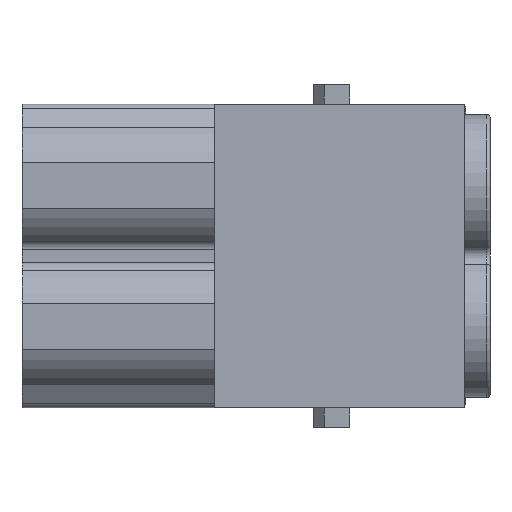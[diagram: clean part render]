
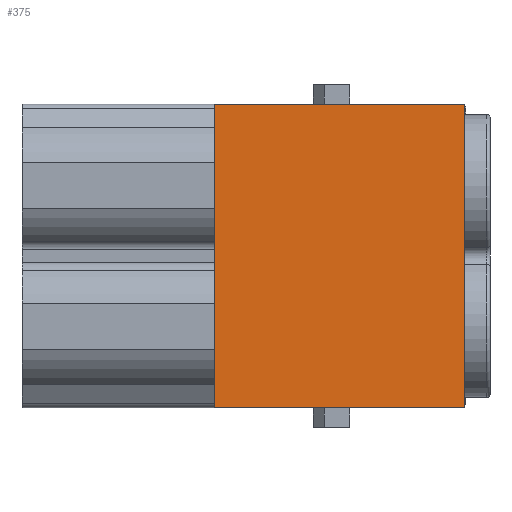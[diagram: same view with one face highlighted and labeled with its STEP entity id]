
A CAD part, left-side view. The second image highlights one B-rep face of the part: STEP entity #375.
In plain terms, the highlighted planar face has unit normal (-1, 0, 0).
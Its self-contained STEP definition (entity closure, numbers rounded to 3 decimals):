
#375=ADVANCED_FACE('',(#737),#588,.F.);
#588=PLANE('',#4156);
#737=FACE_OUTER_BOUND('',#944,.T.);
#944=EDGE_LOOP('',(#1274,#1275,#1276,#1277));
#1274=ORIENTED_EDGE('',*,*,#2733,.F.);
#1275=ORIENTED_EDGE('',*,*,#2765,.T.);
#1276=ORIENTED_EDGE('',*,*,#2816,.T.);
#1277=ORIENTED_EDGE('',*,*,#2817,.T.);
#2343=VERTEX_POINT('',#5564);
#2344=VERTEX_POINT('',#5566);
#2368=VERTEX_POINT('',#5628);
#2418=VERTEX_POINT('',#5732);
#2733=EDGE_CURVE('',#2343,#2344,#3319,.T.);
#2765=EDGE_CURVE('',#2343,#2368,#3343,.T.);
#2816=EDGE_CURVE('',#2368,#2418,#3386,.T.);
#2817=EDGE_CURVE('',#2418,#2344,#3387,.T.);
#3319=LINE('',#5565,#3728);
#3343=LINE('',#5629,#3752);
#3386=LINE('',#5731,#3795);
#3387=LINE('',#5733,#3796);
#3728=VECTOR('',#4477,1.);
#3752=VECTOR('',#4531,1.);
#3795=VECTOR('',#4594,1.);
#3796=VECTOR('',#4595,1.);
#4156=AXIS2_PLACEMENT_3D('',#5734,#4596,#4597);
#4477=DIRECTION('',(0.,-1.,0.));
#4531=DIRECTION('',(0.,0.,-1.));
#4594=DIRECTION('',(0.,-1.,0.));
#4595=DIRECTION('',(0.,0.,1.));
#4596=DIRECTION('',(1.,0.,0.));
#4597=DIRECTION('',(0.,0.,1.));
#5564=CARTESIAN_POINT('',(-7.3,-1.8,15.15));
#5565=CARTESIAN_POINT('',(-7.3,-1.8,15.15));
#5566=CARTESIAN_POINT('',(-7.3,-26.8,15.15));
#5628=CARTESIAN_POINT('',(-7.3,-1.8,-15.15));
#5629=CARTESIAN_POINT('',(-7.3,-1.8,15.15));
#5731=CARTESIAN_POINT('',(-7.3,-1.8,-15.15));
#5732=CARTESIAN_POINT('',(-7.3,-26.8,-15.15));
#5733=CARTESIAN_POINT('',(-7.3,-26.8,-15.15));
#5734=CARTESIAN_POINT('',(-7.3,-14.3,0.));
